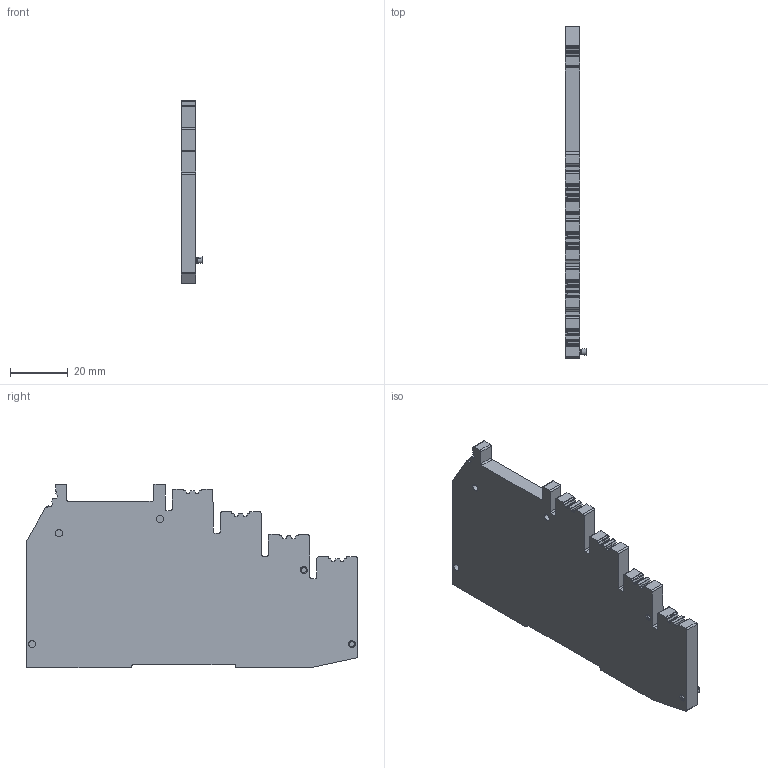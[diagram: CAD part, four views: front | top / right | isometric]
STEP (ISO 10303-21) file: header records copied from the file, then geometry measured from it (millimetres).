
FILE_DESCRIPTION(('CATIA V5R22 STEP214','CAx-IF Rec.Pracs.--- Model Styling and Organization---1.4--- 2014-01-23'),'2;1');
FILE_NAME ('090200-2_1', '2021-12-09T07:44:01+00:00', ('Weidmueller Interface'), ('Weidmueller'), 'CATIA Version 5-6 Release 2016 SP3 HF44', 'CATIA V5 STEP AP214', 'none');
FILE_SCHEMA(('AUTOMOTIVE_DESIGN { 1 0 10303 214 1 1 1 1 }'));
Length unit declared in the file: millimetre
Products named in the file (1): 1355730000
Bounding box: 7.58 x 114.52 x 63.35 mm (x, y, z)
Volume: 29934.4 mm3; surface area: 14268.8 mm2
Topology: 1 solids, 1 shells, 396 faces, 1147 edges, 760 vertices
Faces by surface type: plane 179, cylinder 179, extrusion 20, cone 12, torus 6
Entity records: 13018 total; most frequent: CARTESIAN_POINT 3151, ORIENTED_EDGE 2294, DIRECTION 1624, EDGE_CURVE 1147, VERTEX_POINT 760, VECTOR 700, LINE 680, AXIS2_PLACEMENT_3D 601
